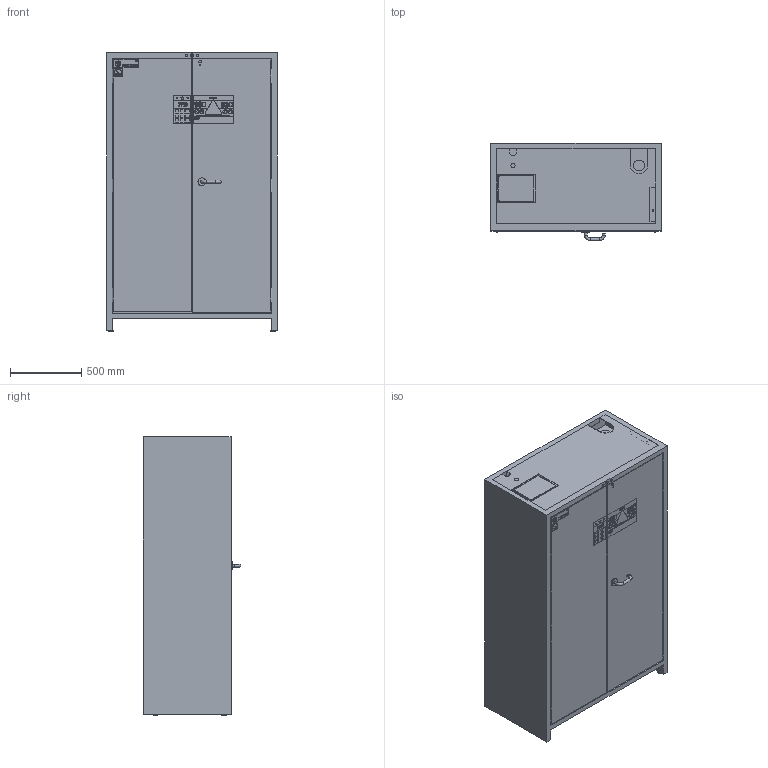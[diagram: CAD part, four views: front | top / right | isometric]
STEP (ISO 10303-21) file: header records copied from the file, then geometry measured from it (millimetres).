
FILE_DESCRIPTION(/* description */ (''),/* implementation_level */ '2;1');
FILE_NAME(/* name */ 'IO90.195.120.PS.WDC_41429-047-41386 3er_CD.stp',/* time_stamp */ '2023-10-11T15:58:53+02:00',/* author */ ('mirudolph'),/* organization */ ('asecos® GmbH'),/* preprocessor_version */ 'ST-DEVELOPER v17.2',/* originating_system */ 'Autodesk Inventor 2019',/* authorisation */ '');
FILE_SCHEMA (('AUTOMOTIVE_DESIGN { 1 0 10303 214 3 1 1 }'));
Products named in the file (1): IO90.195.120.PS.WDC_41429-047-41386 3er_CD
Bounding box: 1193.76 x 682.58 x 1954.09 mm (x, y, z)
Volume: 421963101.2 mm3; surface area: 21856101.6 mm2
Topology: 9 solids, 10 shells, 1766 faces, 4719 edges, 3113 vertices
Faces by surface type: plane 1215, cylinder 307, bspline 226, torus 15, cone 3
Full cylindrical faces by diameter (mm): 4.134 x2, 5 x4, 5.1 x5, 6 x2, 6.742 x1, 7 x6, 8 x3, 8.1 x4, 9.5 x1, 10 x1, 13 x2, 13.656 x1, 14 x1, 15 x2, 16 x2, 20 x5, 22 x1, 24 x1, 29 x1, 30 x2, 31 x2, 31.8 x4, 33.8 x1, 35 x1, 37.8 x1, 42 x1, 52 x1, 55 x2, 75 x2, 84 x2
Entity records: 58590 total; most frequent: CARTESIAN_POINT 12854, ORIENTED_EDGE 9450, DIRECTION 8052, EDGE_CURVE 4725, LINE 3580, VECTOR 3580, VERTEX_POINT 3119, AXIS2_PLACEMENT_3D 2236
